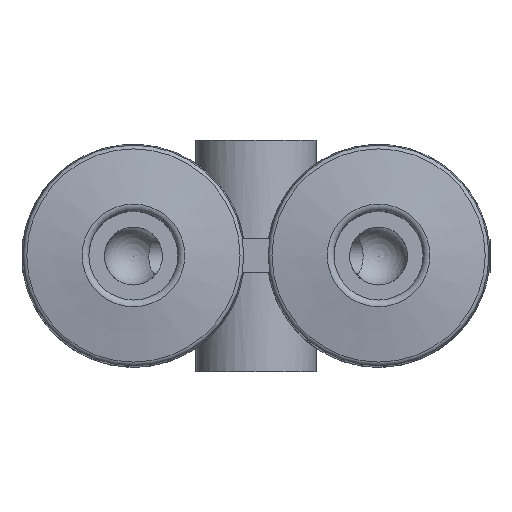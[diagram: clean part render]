
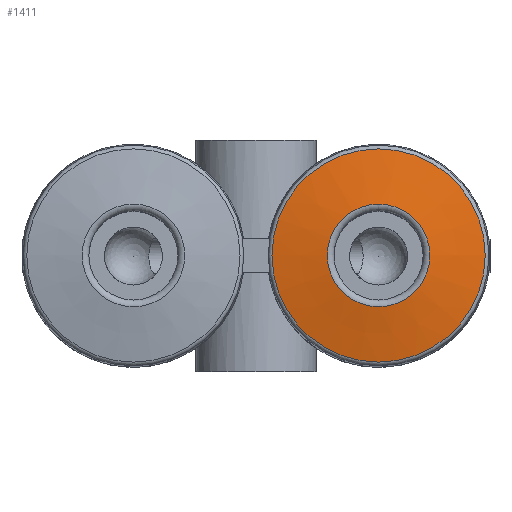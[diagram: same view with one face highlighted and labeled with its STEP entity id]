
A CAD part, top view. The second image highlights one B-rep face of the part: STEP entity #1411.
In plain terms, the highlighted conical face has half-angle 80 degrees and reference radius 4.785 mm.
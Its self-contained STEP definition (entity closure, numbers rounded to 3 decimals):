
#40=CONICAL_SURFACE('',#1584,4.785,1.396);
#213=CIRCLE('',#1583,4.785);
#214=CIRCLE('',#1585,2.3);
#442=ORIENTED_EDGE('',*,*,#767,.F.);
#443=ORIENTED_EDGE('',*,*,#766,.T.);
#766=EDGE_CURVE('',#921,#921,#213,.T.);
#767=EDGE_CURVE('',#922,#922,#214,.T.);
#921=VERTEX_POINT('',#2606);
#922=VERTEX_POINT('',#2609);
#1078=EDGE_LOOP('',(#442));
#1079=EDGE_LOOP('',(#443));
#1236=FACE_BOUND('',#1078,.T.);
#1237=FACE_BOUND('',#1079,.T.);
#1411=ADVANCED_FACE('',(#1236,#1237),#40,.T.);
#1583=AXIS2_PLACEMENT_3D('',#2605,#1908,#1909);
#1584=AXIS2_PLACEMENT_3D('',#2607,#1910,#1911);
#1585=AXIS2_PLACEMENT_3D('',#2608,#1912,#1913);
#1908=DIRECTION('',(0.,0.,1.));
#1909=DIRECTION('',(1.,0.,0.));
#1910=DIRECTION('',(0.,0.,-1.));
#1911=DIRECTION('',(-1.,0.,0.));
#1912=DIRECTION('',(0.,0.,1.));
#1913=DIRECTION('',(1.,0.,0.));
#2605=CARTESIAN_POINT('',(5.5,0.,13.762));
#2606=CARTESIAN_POINT('',(10.285,0.,13.762));
#2607=CARTESIAN_POINT('',(5.5,0.,13.762));
#2608=CARTESIAN_POINT('',(5.5,0.,14.2));
#2609=CARTESIAN_POINT('',(7.8,0.,14.2));
